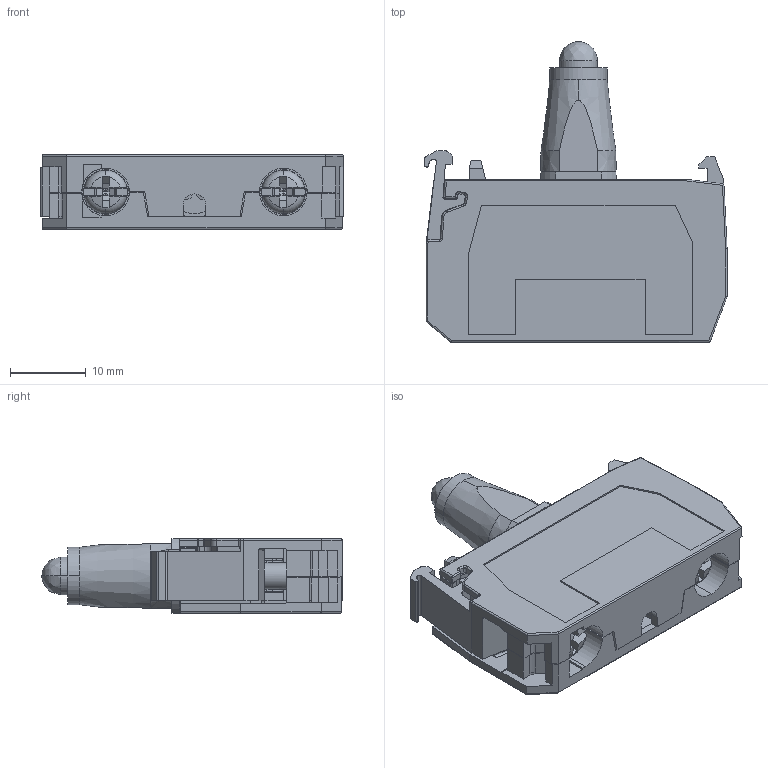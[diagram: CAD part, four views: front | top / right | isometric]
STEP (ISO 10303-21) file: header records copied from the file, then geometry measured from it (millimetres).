
FILE_DESCRIPTION( ( 'STEP AP214' ), '1' );
FILE_NAME( '33EAWL.stp', ' ', ( ' ' ), ( ' ' ), 'XStep 1.0', ' ', ' ' );
FILE_SCHEMA( ( 'automotive_design' ) );
Length unit declared in the file: millimetre
Products named in the file (11): Part1|Corps principal ( *SOL2 - wsp *MASTER -  )|Solide.1 (  de JELE 10360 : issu de *SOL2 - wsp *MASTER -  ) ( Brep de *SOL2 ); Part1|Corps de pièce.2 ( *SOL3 - wsp *MASTER -  -Non Smart-  )|Solide.2 (  de JELE 10644 : issu de *SOL3 - wsp *MASTER -  ) ( Brep de *SOL3 ); Part1|Corps de pièce.3 ( *SOL4 - wsp *MASTER -  )|Solide.3 (  de JELE 11200 : issu de *SOL4 - wsp *MASTER -  ) ( Brep de *SOL4 ); Part1|Corps de pièce.4 ( *SOL5 - wsp *MASTER -  )|Solide.4 (  de JELE 27374 : issu de *SOL5 - wsp *MASTER -  ) ( Brep de *SOL5 ); Part1|Corps de pièce.5 ( *SOL6 - wsp *MASTER -  )|Solide.5 (  de JELE 50126 : issu de *SOL6 - wsp *MASTER -  ) ( Brep de *SOL6 ); Part1|Corps de pièce.6 ( *SOL7 - wsp *MASTER -  -Non Smart-  )|Solide.6 (  de JELE 50310 : issu de *SOL7 - wsp *MASTER -  ) ( Brep de *SOL7 ); Part1|Corps de pièce.7 ( *SOL8 - wsp *MASTER -  -Non Smart-  )|Solide.7 (  de JELE 51569 : issu de *SOL8 - wsp *MASTER -  ) ( Brep de *SOL8 ); Part1|Corps de pièce.8 ( *SOL9 - wsp *MASTER -  )|Solide.8 (  de JELE 62331 : issu de *SOL9 - wsp *MASTER -  ) ( Brep de *SOL9 ); Part1|Corps de pièce.9 ( *SOL10 - wsp *MASTER -  -Non Smart-  )|Solide.9 (  de JELE 62516 : issu de *SOL10 - wsp *MASTER -  ) ( Brep de *SOL10 ); Part1|Corps de pièce.10 ( *SOL11 - wsp *MASTER -  )|Solide.10 (  de JELE 73278 : issu de *SOL11 - wsp *MASTER -  ) ( Brep de *SOL11 ); Part1|Corps de pièce.11 ( *SOL12 - wsp *MASTER -  -Non Smart-  )|Solide.11 (  de JELE 74538 : issu de *SOL12 - wsp *MASTER -  ) ( Brep de *SOL12 )
Bounding box: 39.95 x 39.71 x 9.9 mm (x, y, z)
Volume: 6026.1 mm3; surface area: 9758.3 mm2
Topology: 11 solids, 11 shells, 1768 faces, 5088 edges, 3350 vertices
Faces by surface type: plane 1449, cylinder 214, cone 54, bspline 35, torus 8, sphere 8
Entity records: 116423 total; most frequent: CARTESIAN_POINT 14285, STYLED_ITEM 10210, PRESENTATION_STYLE_ASSIGNMENT 10210, COLOUR_RGB 10210, ORIENTED_EDGE 10162, DIRECTION 8545, EDGE_CURVE 5081, CURVE_STYLE 5081
